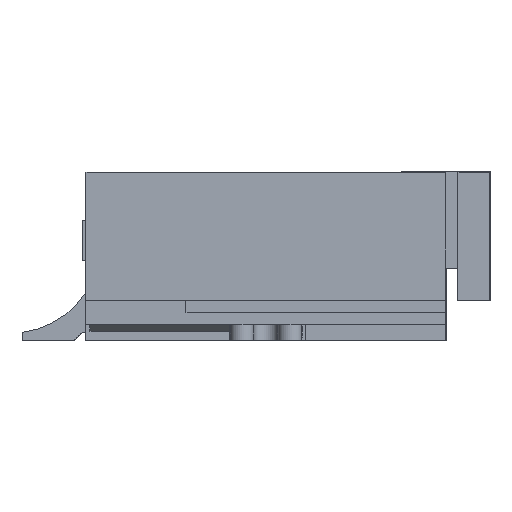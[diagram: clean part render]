
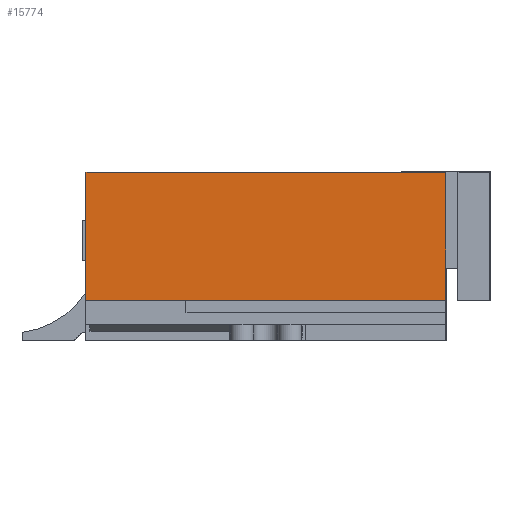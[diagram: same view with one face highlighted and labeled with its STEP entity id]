
A CAD part, left-side view. The second image highlights one B-rep face of the part: STEP entity #15774.
In plain terms, the highlighted planar face has unit normal (-1, 0, 0).
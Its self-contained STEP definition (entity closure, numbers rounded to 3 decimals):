
#15774=ADVANCED_FACE('',(#28036),#28038,.F.);
#28036=FACE_BOUND('',#28037,.T.);
#28037=EDGE_LOOP('',(#38963,#38964,#38965,#38966));
#28038=PLANE('',#28039);
#28039=AXIS2_PLACEMENT_3D('',#28040,#28041,#28042);
#28040=CARTESIAN_POINT('',(-2.4,0.,0.));
#28041=DIRECTION('',(1.,0.,0.));
#28042=DIRECTION('',(0.,1.,0.));
#38963=ORIENTED_EDGE('',*,*,#44427,.F.);
#38964=ORIENTED_EDGE('',*,*,#44424,.F.);
#38965=ORIENTED_EDGE('',*,*,#44421,.F.);
#38966=ORIENTED_EDGE('',*,*,#44417,.F.);
#44417=EDGE_CURVE('',#53372,#53373,#53374,.T.);
#44421=EDGE_CURVE('',#53373,#53380,#53381,.T.);
#44424=EDGE_CURVE('',#53380,#53385,#53386,.T.);
#44427=EDGE_CURVE('',#53385,#53372,#53390,.T.);
#53372=VERTEX_POINT('',#73607);
#53373=VERTEX_POINT('',#73608);
#53374=LINE('',#73609,#73610);
#53380=VERTEX_POINT('',#73623);
#53381=LINE('',#73624,#73625);
#53385=VERTEX_POINT('',#73634);
#53386=LINE('',#73635,#73636);
#53390=LINE('',#73645,#73646);
#73607=CARTESIAN_POINT('',(-2.4,-5.25,0.5));
#73608=CARTESIAN_POINT('',(-2.4,-0.75,0.5));
#73609=CARTESIAN_POINT('',(-2.4,-5.25,0.5));
#73610=VECTOR('',#73611,1.);
#73611=DIRECTION('',(0.,1.,0.));
#73623=CARTESIAN_POINT('',(-2.4,-0.75,2.1));
#73624=CARTESIAN_POINT('',(-2.4,-0.75,0.5));
#73625=VECTOR('',#73626,1.);
#73626=DIRECTION('',(0.,0.,1.));
#73634=CARTESIAN_POINT('',(-2.4,-5.25,2.1));
#73635=CARTESIAN_POINT('',(-2.4,-0.75,2.1));
#73636=VECTOR('',#73637,1.);
#73637=DIRECTION('',(0.,-1.,0.));
#73645=CARTESIAN_POINT('',(-2.4,-5.25,2.1));
#73646=VECTOR('',#73647,1.);
#73647=DIRECTION('',(0.,0.,-1.));
